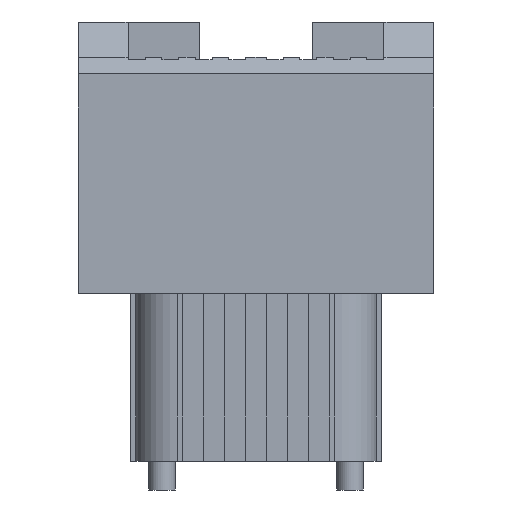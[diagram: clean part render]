
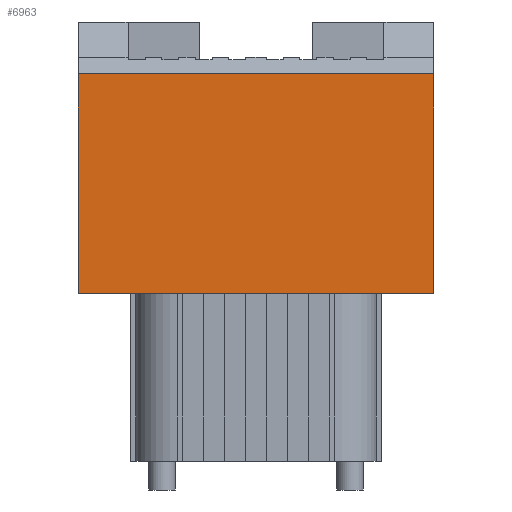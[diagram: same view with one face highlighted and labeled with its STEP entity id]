
A CAD part, front view. The second image highlights one B-rep face of the part: STEP entity #6963.
In plain terms, the highlighted planar face has unit normal (0, -1, 0).
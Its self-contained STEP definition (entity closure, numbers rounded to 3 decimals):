
#130 = FACE_OUTER_BOUND ( 'NONE', #9879, .T. ) ;
#211 = LINE ( 'NONE', #12625, #3463 ) ;
#425 = ORIENTED_EDGE ( 'NONE', *, *, #10177, .T. ) ;
#582 = VERTEX_POINT ( 'NONE', #10639 ) ;
#759 = CARTESIAN_POINT ( 'NONE',  ( 26.988, -73.025, 0. ) ) ;
#2311 = DIRECTION ( 'NONE',  ( -1., 0., 0. ) ) ;
#2910 = VECTOR ( 'NONE', #8361, 1000. ) ;
#3413 = CARTESIAN_POINT ( 'NONE',  ( 26.988, -73.025, 35.941 ) ) ;
#3463 = VECTOR ( 'NONE', #6613, 1000. ) ;
#3885 = PLANE ( 'NONE',  #4512 ) ;
#3952 = VECTOR ( 'NONE', #2311, 1000. ) ;
#4512 = AXIS2_PLACEMENT_3D ( 'NONE', #8780, #10883, #4841 ) ;
#4527 = VERTEX_POINT ( 'NONE', #6765 ) ;
#4819 = VECTOR ( 'NONE', #12822, 1000. ) ;
#4841 = DIRECTION ( 'NONE',  ( 0., 0., 1. ) ) ;
#5250 = LINE ( 'NONE', #3413, #2910 ) ;
#5487 = LINE ( 'NONE', #8196, #3952 ) ;
#5506 = EDGE_CURVE ( 'NONE', #6598, #582, #211, .T. ) ;
#6313 = EDGE_CURVE ( 'NONE', #4527, #582, #7471, .T. ) ;
#6430 = ORIENTED_EDGE ( 'NONE', *, *, #5506, .T. ) ;
#6598 = VERTEX_POINT ( 'NONE', #10019 ) ;
#6613 = DIRECTION ( 'NONE',  ( 0., 0., -1. ) ) ;
#6702 = CARTESIAN_POINT ( 'NONE',  ( 26.988, -73.025, 33.401 ) ) ;
#6765 = CARTESIAN_POINT ( 'NONE',  ( 26.988, -73.025, 0. ) ) ;
#6963 = ADVANCED_FACE ( 'NONE', ( #130 ), #3885, .F. ) ;
#7471 = LINE ( 'NONE', #759, #4819 ) ;
#7489 = EDGE_CURVE ( 'NONE', #9581, #4527, #5250, .T. ) ;
#8196 = CARTESIAN_POINT ( 'NONE',  ( 26.988, -73.025, 33.401 ) ) ;
#8361 = DIRECTION ( 'NONE',  ( 0., 0., -1. ) ) ;
#8780 = CARTESIAN_POINT ( 'NONE',  ( 26.988, -73.025, 35.941 ) ) ;
#9413 = ORIENTED_EDGE ( 'NONE', *, *, #7489, .F. ) ;
#9581 = VERTEX_POINT ( 'NONE', #6702 ) ;
#9879 = EDGE_LOOP ( 'NONE', ( #9413, #425, #6430, #11784 ) ) ;
#10019 = CARTESIAN_POINT ( 'NONE',  ( -26.988, -73.025, 33.401 ) ) ;
#10177 = EDGE_CURVE ( 'NONE', #9581, #6598, #5487, .T. ) ;
#10639 = CARTESIAN_POINT ( 'NONE',  ( -26.988, -73.025, 0. ) ) ;
#10883 = DIRECTION ( 'NONE',  ( 0., 1., 0. ) ) ;
#11784 = ORIENTED_EDGE ( 'NONE', *, *, #6313, .F. ) ;
#12625 = CARTESIAN_POINT ( 'NONE',  ( -26.988, -73.025, 35.941 ) ) ;
#12822 = DIRECTION ( 'NONE',  ( -1., 0., 0. ) ) ;
